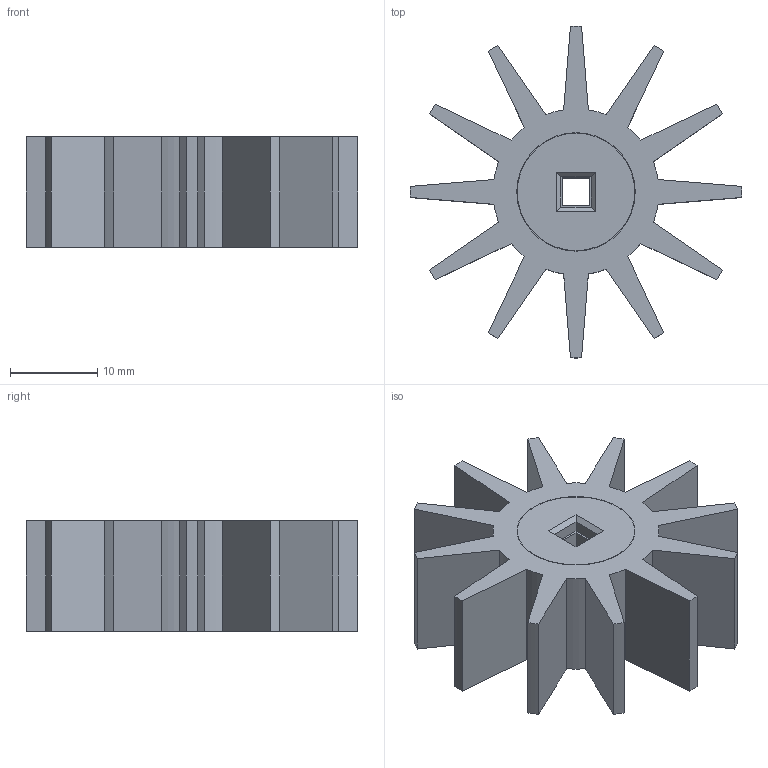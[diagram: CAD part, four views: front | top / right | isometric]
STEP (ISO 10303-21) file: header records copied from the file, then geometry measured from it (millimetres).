
FILE_DESCRIPTION(/* description */ (''),/* implementation_level */ '2;1');
FILE_NAME(/* name */ 'Intake Roller.ipt.step',/* time_stamp */ '2020-04-16T23:31:17-04:00',/* author */ ('Jordan'),/* organization */ (''),/* preprocessor_version */ 'ST-DEVELOPER v17',/* originating_system */ 'Autodesk Inventor 2019',/* authorisation */ '');
FILE_SCHEMA (('AUTOMOTIVE_DESIGN { 1 0 10303 214 3 1 1 }'));
Length unit declared in the file: inch
Products named in the file (1): Intake Roller
Bounding box: 38.1 x 38.1 x 12.7 mm (x, y, z)
Volume: 6521.5 mm3; surface area: 6344.7 mm2
Topology: 3 solids, 3 shells, 107 faces, 288 edges, 192 vertices
Faces by surface type: plane 71, cylinder 28, cone 8
Entity records: 3413 total; most frequent: CARTESIAN_POINT 588, DIRECTION 584, ORIENTED_EDGE 576, EDGE_CURVE 288, LINE 208, VECTOR 208, VERTEX_POINT 192, AXIS2_PLACEMENT_3D 188
